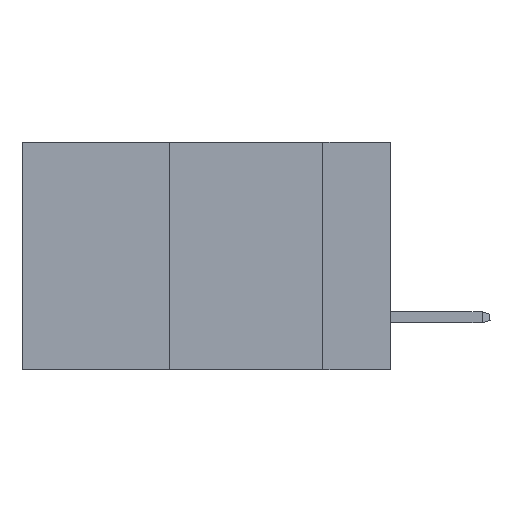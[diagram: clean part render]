
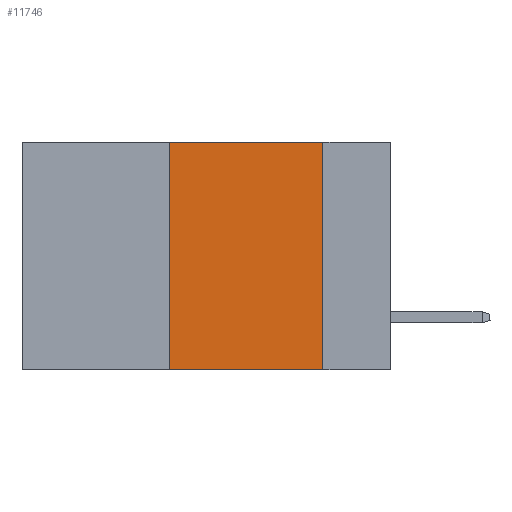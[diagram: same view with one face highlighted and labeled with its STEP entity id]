
A CAD part, left-side view. The second image highlights one B-rep face of the part: STEP entity #11746.
In plain terms, the highlighted planar face has unit normal (-1, 0, 0).
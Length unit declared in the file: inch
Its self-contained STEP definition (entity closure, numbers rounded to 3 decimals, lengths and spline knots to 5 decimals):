
#346 = VECTOR ( 'NONE', #2625, 39.37008 ) ;
#641 = CARTESIAN_POINT ( 'NONE',  ( 0., 0.6, 0. ) ) ;
#922 = ORIENTED_EDGE ( 'NONE', *, *, #2949, .F. ) ;
#1285 = VECTOR ( 'NONE', #9793, 39.37008 ) ;
#1452 = ORIENTED_EDGE ( 'NONE', *, *, #6588, .T. ) ;
#1843 = CARTESIAN_POINT ( 'NONE',  ( 0., 0.6, -0.37 ) ) ;
#1938 = LINE ( 'NONE', #1843, #13290 ) ;
#2625 = DIRECTION ( 'NONE',  ( 0., 0., -1. ) ) ;
#2755 = VECTOR ( 'NONE', #11512, 39.37008 ) ;
#2949 = EDGE_CURVE ( 'NONE', #7761, #4243, #4362, .T. ) ;
#3037 = CARTESIAN_POINT ( 'NONE',  ( 0., 0.6, 0. ) ) ;
#3144 = CARTESIAN_POINT ( 'NONE',  ( 0., 0.36, 0. ) ) ;
#3244 = DIRECTION ( 'NONE',  ( 0., -1., 0. ) ) ;
#4243 = VERTEX_POINT ( 'NONE', #8217 ) ;
#4362 = LINE ( 'NONE', #10921, #346 ) ;
#4734 = PLANE ( 'NONE',  #9706 ) ;
#4788 = CARTESIAN_POINT ( 'NONE',  ( 0., 0.36, 0. ) ) ;
#4858 = CARTESIAN_POINT ( 'NONE',  ( 0., 0.11, 0. ) ) ;
#5656 = DIRECTION ( 'NONE',  ( 1., 0., 0. ) ) ;
#5931 = VERTEX_POINT ( 'NONE', #4788 ) ;
#6375 = CARTESIAN_POINT ( 'NONE',  ( 0., 0.36, -0.37 ) ) ;
#6380 = ORIENTED_EDGE ( 'NONE', *, *, #8631, .F. ) ;
#6588 = EDGE_CURVE ( 'NONE', #6762, #4243, #1938, .T. ) ;
#6762 = VERTEX_POINT ( 'NONE', #6375 ) ;
#7761 = VERTEX_POINT ( 'NONE', #4858 ) ;
#8217 = CARTESIAN_POINT ( 'NONE',  ( 0., 0.11, -0.37 ) ) ;
#8631 = EDGE_CURVE ( 'NONE', #5931, #7761, #9471, .T. ) ;
#8794 = LINE ( 'NONE', #3144, #2755 ) ;
#9082 = EDGE_CURVE ( 'NONE', #6762, #5931, #8794, .T. ) ;
#9171 = ORIENTED_EDGE ( 'NONE', *, *, #9082, .F. ) ;
#9471 = LINE ( 'NONE', #3037, #1285 ) ;
#9576 = FACE_OUTER_BOUND ( 'NONE', #11332, .T. ) ;
#9706 = AXIS2_PLACEMENT_3D ( 'NONE', #641, #5656, #12618 ) ;
#9793 = DIRECTION ( 'NONE',  ( 0., -1., 0. ) ) ;
#10921 = CARTESIAN_POINT ( 'NONE',  ( 0., 0.11, 0. ) ) ;
#11332 = EDGE_LOOP ( 'NONE', ( #922, #6380, #9171, #1452 ) ) ;
#11512 = DIRECTION ( 'NONE',  ( 0., 0., 1. ) ) ;
#11746 = ADVANCED_FACE ( 'NONE', ( #9576 ), #4734, .F. ) ;
#12618 = DIRECTION ( 'NONE',  ( 0., 0., -1. ) ) ;
#13290 = VECTOR ( 'NONE', #3244, 39.37008 ) ;
